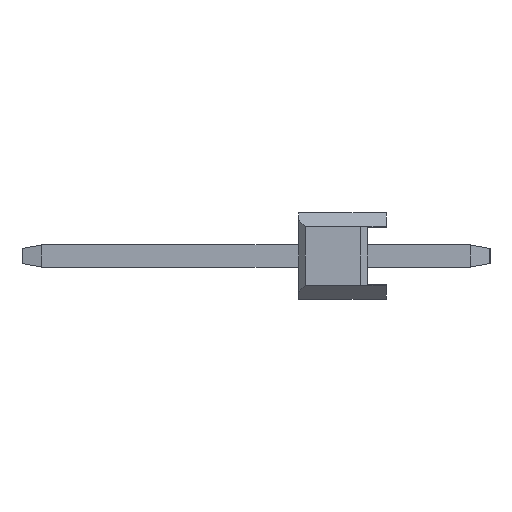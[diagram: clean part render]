
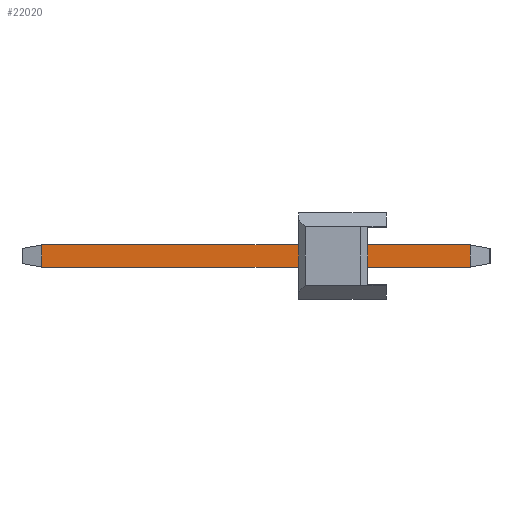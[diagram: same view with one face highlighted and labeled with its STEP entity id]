
A CAD part, left-side view. The second image highlights one B-rep face of the part: STEP entity #22020.
In plain terms, the highlighted planar face has unit normal (-1, 0, 0).
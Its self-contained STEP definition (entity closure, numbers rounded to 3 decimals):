
#335 = DIRECTION ( 'NONE',  ( 1., 0., 0. ) ) ;
#1595 = DIRECTION ( 'NONE',  ( 0., -1., 0. ) ) ;
#1862 = VECTOR ( 'NONE', #14420, 1000. ) ;
#3008 = FACE_OUTER_BOUND ( 'NONE', #7522, .T. ) ;
#3284 = LINE ( 'NONE', #14186, #32520 ) ;
#3392 = ORIENTED_EDGE ( 'NONE', *, *, #12216, .T. ) ;
#3521 = CARTESIAN_POINT ( 'NONE',  ( -0.32, 10.54, 0.32 ) ) ;
#3948 = CARTESIAN_POINT ( 'NONE',  ( -0.32, -2.433, 0.32 ) ) ;
#4239 = VECTOR ( 'NONE', #14854, 1000. ) ;
#5206 = EDGE_CURVE ( 'NONE', #34864, #24433, #28455, .T. ) ;
#5616 = AXIS2_PLACEMENT_3D ( 'NONE', #24830, #335, #11219 ) ;
#5974 = ORIENTED_EDGE ( 'NONE', *, *, #5206, .T. ) ;
#7522 = EDGE_LOOP ( 'NONE', ( #3392, #5974, #12785, #17686 ) ) ;
#11219 = DIRECTION ( 'NONE',  ( 0., 0., -1. ) ) ;
#12216 = EDGE_CURVE ( 'NONE', #20307, #34864, #15177, .T. ) ;
#12785 = ORIENTED_EDGE ( 'NONE', *, *, #15291, .F. ) ;
#13906 = PLANE ( 'NONE',  #5616 ) ;
#14186 = CARTESIAN_POINT ( 'NONE',  ( -0.32, 9.973, -0.32 ) ) ;
#14420 = DIRECTION ( 'NONE',  ( 0., -1., 0. ) ) ;
#14854 = DIRECTION ( 'NONE',  ( 0., 0., 1. ) ) ;
#15177 = LINE ( 'NONE', #26087, #29451 ) ;
#15291 = EDGE_CURVE ( 'NONE', #30152, #24433, #28034, .T. ) ;
#17560 = CARTESIAN_POINT ( 'NONE',  ( -0.32, 9.973, -0.32 ) ) ;
#17686 = ORIENTED_EDGE ( 'NONE', *, *, #18694, .T. ) ;
#18694 = EDGE_CURVE ( 'NONE', #30152, #20307, #3284, .T. ) ;
#20307 = VERTEX_POINT ( 'NONE', #17560 ) ;
#22020 = ADVANCED_FACE ( 'NONE', ( #3008 ), #13906, .F. ) ;
#24200 = CARTESIAN_POINT ( 'NONE',  ( -0.32, -2.433, 0.32 ) ) ;
#24433 = VERTEX_POINT ( 'NONE', #24200 ) ;
#24830 = CARTESIAN_POINT ( 'NONE',  ( -0.32, 10.54, 0.32 ) ) ;
#25112 = DIRECTION ( 'NONE',  ( 0., 0., -1. ) ) ;
#26087 = CARTESIAN_POINT ( 'NONE',  ( -0.32, 10.54, -0.32 ) ) ;
#27941 = CARTESIAN_POINT ( 'NONE',  ( -0.32, -2.433, -0.32 ) ) ;
#28034 = LINE ( 'NONE', #3521, #1862 ) ;
#28455 = LINE ( 'NONE', #3948, #4239 ) ;
#29451 = VECTOR ( 'NONE', #1595, 1000. ) ;
#29630 = CARTESIAN_POINT ( 'NONE',  ( -0.32, 9.973, 0.32 ) ) ;
#30152 = VERTEX_POINT ( 'NONE', #29630 ) ;
#32520 = VECTOR ( 'NONE', #25112, 1000. ) ;
#34864 = VERTEX_POINT ( 'NONE', #27941 ) ;
